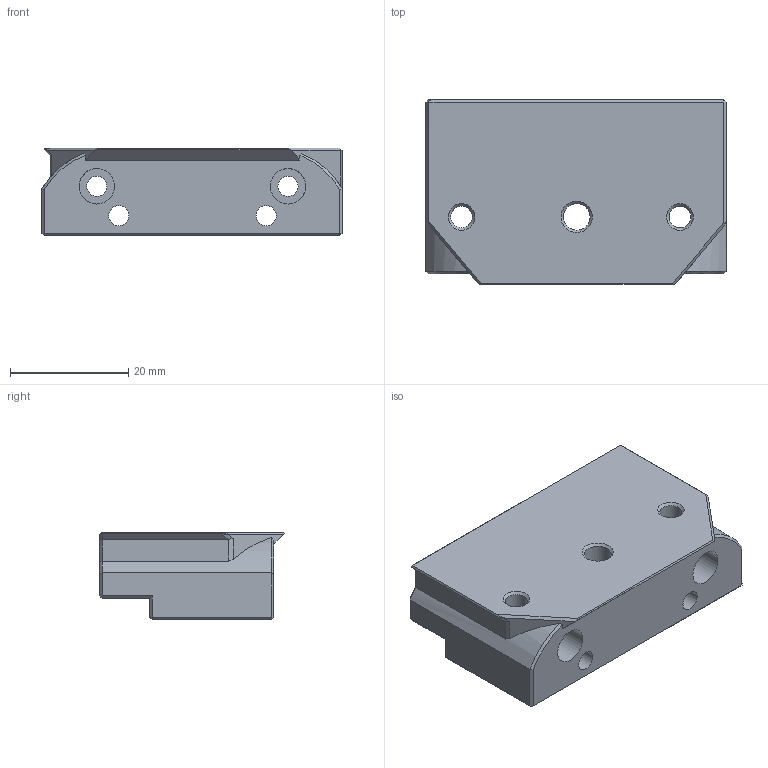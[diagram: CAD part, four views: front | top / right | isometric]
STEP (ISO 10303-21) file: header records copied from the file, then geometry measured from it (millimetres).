
FILE_DESCRIPTION(/* description */ (''),/* implementation_level */ '2;1');
FILE_NAME(/* name */ 'WristWatch_G2_Mount_Extended-TAP(COMBINED).step',/* time_stamp */ '2024-03-14T17:27:52-04:00',/* author */ (''),/* organization */ (''),/* preprocessor_version */ 'ST-DEVELOPER v20',/* originating_system */ 'Autodesk Translation Framework v12.20.1.177',/* authorisation */ '');
FILE_SCHEMA (('AUTOMOTIVE_DESIGN { 1 0 10303 214 3 1 1 }'));
Length unit declared in the file: millimetre
Products named in the file (1): WristWatch_G2_Mount
Bounding box: 50.85 x 31.26 x 14.9 mm (x, y, z)
Volume: 17937.3 mm3; surface area: 7002.7 mm2
Topology: 1 solids, 1 shells, 75 faces, 190 edges, 117 vertices
Faces by surface type: plane 50, cylinder 13, cone 11, bspline 1
Full cylindrical faces by diameter (mm): 3.4 x4, 3.7 x2, 4.517 x1, 6 x4
Entity records: 2508 total; most frequent: CARTESIAN_POINT 642, ORIENTED_EDGE 380, DIRECTION 366, EDGE_CURVE 190, LINE 124, VECTOR 124, AXIS2_PLACEMENT_3D 121, VERTEX_POINT 117
